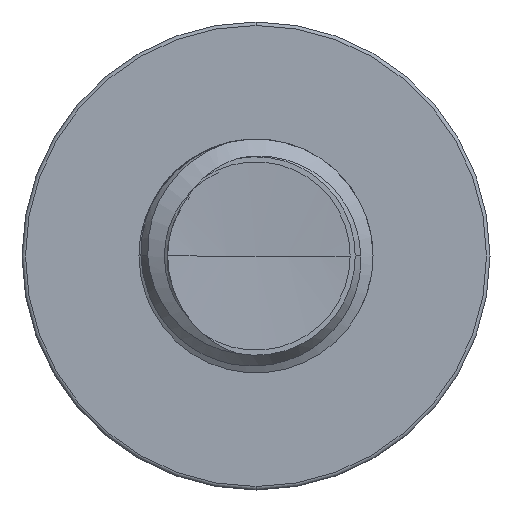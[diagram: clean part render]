
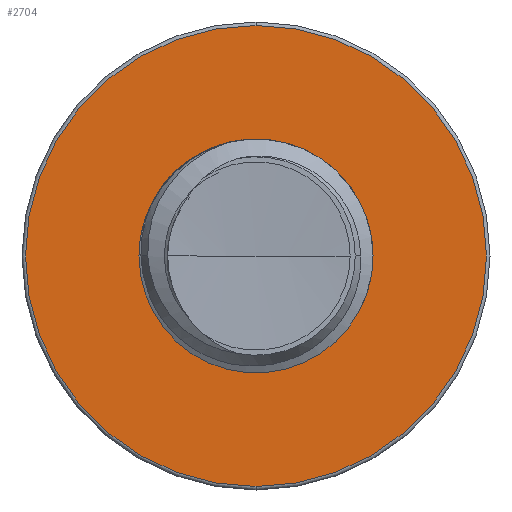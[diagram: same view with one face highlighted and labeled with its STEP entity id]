
A CAD part, front view. The second image highlights one B-rep face of the part: STEP entity #2704.
In plain terms, the highlighted planar face has unit normal (0, -1, 0).
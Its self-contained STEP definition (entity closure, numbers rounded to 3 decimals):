
#50 = CARTESIAN_POINT ( 'NONE',  ( 0., 2., -0.969 ) ) ;
#386 = DIRECTION ( 'NONE',  ( 0., -1., 0. ) ) ;
#526 = DIRECTION ( 'NONE',  ( 0., 0., -1. ) ) ;
#545 = DIRECTION ( 'NONE',  ( 0., -1., 0. ) ) ;
#574 = CARTESIAN_POINT ( 'NONE',  ( 0., 2., 0. ) ) ;
#934 = VERTEX_POINT ( 'NONE', #10674 ) ;
#1202 = EDGE_LOOP ( 'NONE', ( #10967, #1791 ) ) ;
#1280 = AXIS2_PLACEMENT_3D ( 'NONE', #6044, #6753, #8233 ) ;
#1791 = ORIENTED_EDGE ( 'NONE', *, *, #9455, .T. ) ;
#1819 = VERTEX_POINT ( 'NONE', #7745 ) ;
#2347 = EDGE_CURVE ( 'NONE', #2629, #11599, #8928, .T. ) ;
#2629 = VERTEX_POINT ( 'NONE', #50 ) ;
#2704 = ADVANCED_FACE ( 'NONE', ( #7602, #13554 ), #6693, .T. ) ;
#2909 = AXIS2_PLACEMENT_3D ( 'NONE', #11203, #4994, #12215 ) ;
#3176 = CARTESIAN_POINT ( 'NONE',  ( 0., 2., 0. ) ) ;
#4336 = DIRECTION ( 'NONE',  ( 0., 0., -1. ) ) ;
#4596 = AXIS2_PLACEMENT_3D ( 'NONE', #574, #545, #526 ) ;
#4994 = DIRECTION ( 'NONE',  ( 0., -1., 0. ) ) ;
#5022 = CIRCLE ( 'NONE', #6415, 1.97 ) ;
#6044 = CARTESIAN_POINT ( 'NONE',  ( 0., 2., 0.969 ) ) ;
#6415 = AXIS2_PLACEMENT_3D ( 'NONE', #6977, #386, #8070 ) ;
#6681 = AXIS2_PLACEMENT_3D ( 'NONE', #3176, #10608, #4336 ) ;
#6693 = PLANE ( 'NONE',  #1280 ) ;
#6753 = DIRECTION ( 'NONE',  ( 0., -1., 0. ) ) ;
#6977 = CARTESIAN_POINT ( 'NONE',  ( 0., 2., 0. ) ) ;
#7010 = CARTESIAN_POINT ( 'NONE',  ( 0., 2., 0.969 ) ) ;
#7222 = ORIENTED_EDGE ( 'NONE', *, *, #12723, .F. ) ;
#7602 = FACE_OUTER_BOUND ( 'NONE', #1202, .T. ) ;
#7708 = CIRCLE ( 'NONE', #2909, 1.97 ) ;
#7745 = CARTESIAN_POINT ( 'NONE',  ( 0., 2., -1.97 ) ) ;
#8070 = DIRECTION ( 'NONE',  ( 0., 0., -1. ) ) ;
#8233 = DIRECTION ( 'NONE',  ( 0., 0., -1. ) ) ;
#8928 = CIRCLE ( 'NONE', #4596, 0.969 ) ;
#9455 = EDGE_CURVE ( 'NONE', #934, #1819, #5022, .T. ) ;
#10286 = EDGE_CURVE ( 'NONE', #1819, #934, #7708, .T. ) ;
#10608 = DIRECTION ( 'NONE',  ( 0., -1., 0. ) ) ;
#10674 = CARTESIAN_POINT ( 'NONE',  ( 0., 2., 1.97 ) ) ;
#10915 = EDGE_LOOP ( 'NONE', ( #12663, #7222 ) ) ;
#10967 = ORIENTED_EDGE ( 'NONE', *, *, #10286, .T. ) ;
#11203 = CARTESIAN_POINT ( 'NONE',  ( 0., 2., 0. ) ) ;
#11599 = VERTEX_POINT ( 'NONE', #7010 ) ;
#12215 = DIRECTION ( 'NONE',  ( 0., 0., -1. ) ) ;
#12579 = CIRCLE ( 'NONE', #6681, 0.969 ) ;
#12663 = ORIENTED_EDGE ( 'NONE', *, *, #2347, .F. ) ;
#12723 = EDGE_CURVE ( 'NONE', #11599, #2629, #12579, .T. ) ;
#13554 = FACE_BOUND ( 'NONE', #10915, .T. ) ;
